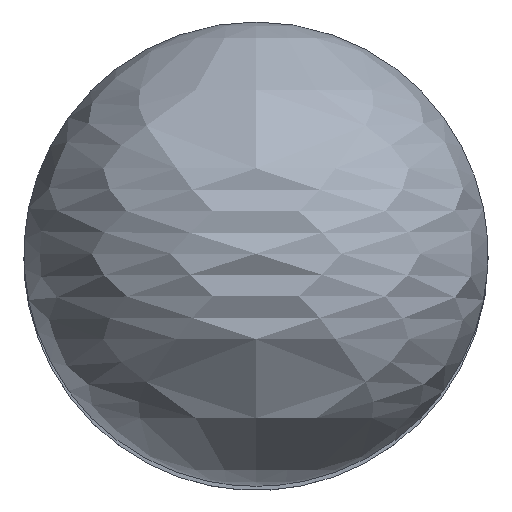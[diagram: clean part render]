
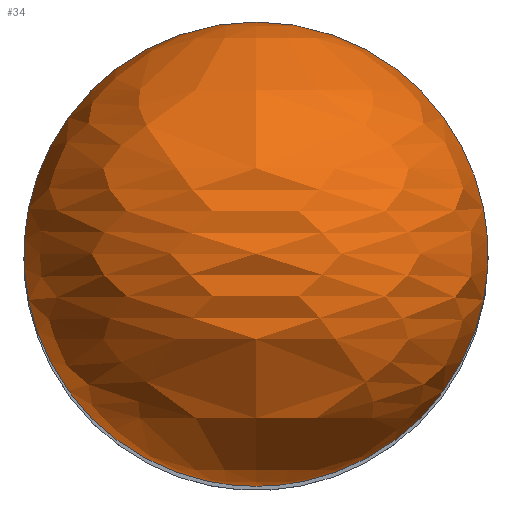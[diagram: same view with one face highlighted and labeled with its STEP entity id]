
A CAD part, top view. The second image highlights one B-rep face of the part: STEP entity #34.
In plain terms, the highlighted free-form (B-spline) face has degree [2, 2] with [5, 5] control points.
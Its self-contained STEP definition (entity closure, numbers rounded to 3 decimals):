
#22=(
BOUNDED_SURFACE()
B_SPLINE_SURFACE(2,2,((#383,#384,#385,#386,#387),(#388,#389,#390,#391,#392),
(#393,#394,#395,#396,#397),(#398,#399,#400,#401,#402),(#403,#404,#405,#406,
#407)),.UNSPECIFIED.,.F.,.F.,.F.)
B_SPLINE_SURFACE_WITH_KNOTS((3,2,3),(3,2,3),(-196.35,0.,196.35),
(392.699,589.049,785.398),.UNSPECIFIED.)
GEOMETRIC_REPRESENTATION_ITEM()
RATIONAL_B_SPLINE_SURFACE(((1.,0.707,1.,0.707,1.),
(0.707,0.5,0.707,0.5,0.707),(1.,0.707,
1.,0.707,1.),(0.707,0.5,0.707,0.5,0.707),
(1.,0.707,1.,0.707,1.)))
REPRESENTATION_ITEM('')
SURFACE()
);
#34=ADVANCED_FACE('',(#48),#22,.T.);
#48=FACE_OUTER_BOUND('',#63,.T.);
#63=EDGE_LOOP('',(#87,#88));
#87=ORIENTED_EDGE('',*,*,#120,.T.);
#88=ORIENTED_EDGE('',*,*,#118,.F.);
#118=EDGE_CURVE('',#159,#160,#141,.T.);
#120=EDGE_CURVE('',#159,#160,#142,.T.);
#141=(
BOUNDED_CURVE()
B_SPLINE_CURVE(2,(#411,#412,#413,#414,#415),.UNSPECIFIED.,.F.,.F.)
B_SPLINE_CURVE_WITH_KNOTS((3,2,3),(-196.35,0.,196.35),
 .UNSPECIFIED.)
CURVE()
GEOMETRIC_REPRESENTATION_ITEM()
RATIONAL_B_SPLINE_CURVE((1.,0.707,1.,0.707,1.))
REPRESENTATION_ITEM('')
);
#142=(
BOUNDED_CURVE()
B_SPLINE_CURVE(2,(#453,#454,#455,#456,#457),.UNSPECIFIED.,.F.,.F.)
B_SPLINE_CURVE_WITH_KNOTS((3,2,3),(-196.35,0.,196.35),
 .UNSPECIFIED.)
CURVE()
GEOMETRIC_REPRESENTATION_ITEM()
RATIONAL_B_SPLINE_CURVE((1.,0.707,1.,0.707,1.))
REPRESENTATION_ITEM('')
);
#159=VERTEX_POINT('',#408);
#160=VERTEX_POINT('',#409);
#383=CARTESIAN_POINT('',(0.,150.,1550.));
#384=CARTESIAN_POINT('',(0.,150.,1550.));
#385=CARTESIAN_POINT('',(0.,150.,1550.));
#386=CARTESIAN_POINT('',(0.,150.,1550.));
#387=CARTESIAN_POINT('',(0.,150.,1550.));
#388=CARTESIAN_POINT('',(-150.,150.,1550.));
#389=CARTESIAN_POINT('',(-150.,150.,1700.));
#390=CARTESIAN_POINT('',(0.,150.,1700.));
#391=CARTESIAN_POINT('',(150.,150.,1700.));
#392=CARTESIAN_POINT('',(150.,150.,1550.));
#393=CARTESIAN_POINT('',(-150.,0.,1550.));
#394=CARTESIAN_POINT('',(-150.,0.,1700.));
#395=CARTESIAN_POINT('',(0.,0.,1700.));
#396=CARTESIAN_POINT('',(150.,0.,1700.));
#397=CARTESIAN_POINT('',(150.,0.,1550.));
#398=CARTESIAN_POINT('',(-150.,-150.,1550.));
#399=CARTESIAN_POINT('',(-150.,-150.,1700.));
#400=CARTESIAN_POINT('',(0.,-150.,1700.));
#401=CARTESIAN_POINT('',(150.,-150.,1700.));
#402=CARTESIAN_POINT('',(150.,-150.,1550.));
#403=CARTESIAN_POINT('',(0.,-150.,1550.));
#404=CARTESIAN_POINT('',(0.,-150.,1550.));
#405=CARTESIAN_POINT('',(0.,-150.,1550.));
#406=CARTESIAN_POINT('',(0.,-150.,1550.));
#407=CARTESIAN_POINT('',(0.,-150.,1550.));
#408=CARTESIAN_POINT('',(0.,150.,1550.));
#409=CARTESIAN_POINT('',(0.,-150.,1550.));
#411=CARTESIAN_POINT('',(0.,150.,1550.));
#412=CARTESIAN_POINT('',(150.,150.,1550.));
#413=CARTESIAN_POINT('',(150.,0.,1550.));
#414=CARTESIAN_POINT('',(150.,-150.,1550.));
#415=CARTESIAN_POINT('',(0.,-150.,1550.));
#453=CARTESIAN_POINT('',(0.,150.,1550.));
#454=CARTESIAN_POINT('',(-150.,150.,1550.));
#455=CARTESIAN_POINT('',(-150.,0.,1550.));
#456=CARTESIAN_POINT('',(-150.,-150.,1550.));
#457=CARTESIAN_POINT('',(0.,-150.,1550.));
